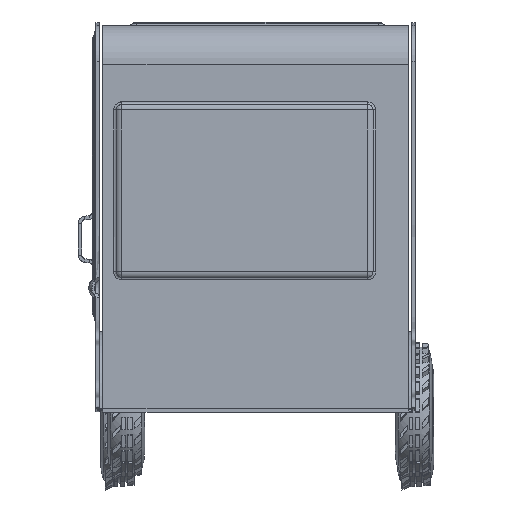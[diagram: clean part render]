
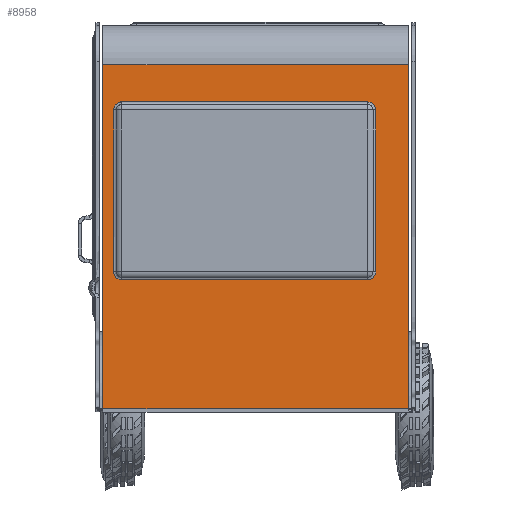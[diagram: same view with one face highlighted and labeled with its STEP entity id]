
A CAD part, left-side view. The second image highlights one B-rep face of the part: STEP entity #8958.
In plain terms, the highlighted free-form (B-spline) face has degree [1, 1] with [2, 2] control points.
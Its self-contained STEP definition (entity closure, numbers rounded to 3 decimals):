
#8644 = VERTEX_POINT('',#8645);
#8645 = CARTESIAN_POINT('',(-168.657,0.,60.084));
#8651 = EDGE_CURVE('',#8652,#8644,#8654,.T.);
#8652 = VERTEX_POINT('',#8653);
#8653 = CARTESIAN_POINT('',(-168.657,-91.226,
    60.084));
#8654 = B_SPLINE_CURVE_WITH_KNOTS('',1,(#8655,#8656),.UNSPECIFIED.,.F.,
  .F.,(2,2),(-43.,43.),.PIECEWISE_BEZIER_KNOTS.);
#8655 = CARTESIAN_POINT('',(-168.657,-91.226,
    60.084));
#8656 = CARTESIAN_POINT('',(-168.657,0.,60.084));
#8675 = VERTEX_POINT('',#8676);
#8676 = CARTESIAN_POINT('',(-168.657,-79.148,
    -4.266));
#8684 = VERTEX_POINT('',#8685);
#8685 = CARTESIAN_POINT('',(-168.657,-81.52,
    -1.894));
#8691 = EDGE_CURVE('',#8684,#8675,#8692,.T.);
#8692 = ( BOUNDED_CURVE() B_SPLINE_CURVE(2,(#8693,#8694,#8695),
.UNSPECIFIED.,.F.,.F.) B_SPLINE_CURVE_WITH_KNOTS((3,3),(1.571,
3.142),.PIECEWISE_BEZIER_KNOTS.) CURVE() 
GEOMETRIC_REPRESENTATION_ITEM() RATIONAL_B_SPLINE_CURVE((1.,
0.707,1.)) REPRESENTATION_ITEM('') );
#8693 = CARTESIAN_POINT('',(-168.657,-81.52,
    -1.894));
#8694 = CARTESIAN_POINT('',(-168.657,-81.52,
    -4.266));
#8695 = CARTESIAN_POINT('',(-168.657,-79.148,
    -4.266));
#8713 = VERTEX_POINT('',#8714);
#8714 = CARTESIAN_POINT('',(-168.657,-81.52,
    46.539));
#8720 = EDGE_CURVE('',#8684,#8713,#8721,.T.);
#8721 = B_SPLINE_CURVE_WITH_KNOTS('',1,(#8722,#8723),.UNSPECIFIED.,.F.,
  .F.,(2,2),(-22.829,22.829),.PIECEWISE_BEZIER_KNOTS.);
#8722 = CARTESIAN_POINT('',(-168.657,-81.52,
    -1.894));
#8723 = CARTESIAN_POINT('',(-168.657,-81.52,
    46.539));
#8736 = VERTEX_POINT('',#8737);
#8737 = CARTESIAN_POINT('',(-168.657,-79.148,
    48.911));
#8743 = EDGE_CURVE('',#8736,#8713,#8744,.T.);
#8744 = ( BOUNDED_CURVE() B_SPLINE_CURVE(2,(#8745,#8746,#8747),
.UNSPECIFIED.,.F.,.F.) B_SPLINE_CURVE_WITH_KNOTS((3,3),(0.,
1.571),.PIECEWISE_BEZIER_KNOTS.) CURVE() 
GEOMETRIC_REPRESENTATION_ITEM() RATIONAL_B_SPLINE_CURVE((1.,
0.707,1.)) REPRESENTATION_ITEM('') );
#8745 = CARTESIAN_POINT('',(-168.657,-79.148,
    48.911));
#8746 = CARTESIAN_POINT('',(-168.657,-81.52,
    48.911));
#8747 = CARTESIAN_POINT('',(-168.657,-81.52,
    46.539));
#8765 = VERTEX_POINT('',#8766);
#8766 = CARTESIAN_POINT('',(-168.657,-5.594,
    48.911));
#8772 = EDGE_CURVE('',#8765,#8736,#8773,.T.);
#8773 = B_SPLINE_CURVE_WITH_KNOTS('',1,(#8774,#8775),.UNSPECIFIED.,.F.,
  .F.,(2,2),(-34.67,34.67),.PIECEWISE_BEZIER_KNOTS.);
#8774 = CARTESIAN_POINT('',(-168.657,-5.594,
    48.911));
#8775 = CARTESIAN_POINT('',(-168.657,-79.148,
    48.911));
#8790 = VERTEX_POINT('',#8791);
#8791 = CARTESIAN_POINT('',(-168.657,-3.222,
    46.539));
#8797 = EDGE_CURVE('',#8790,#8765,#8798,.T.);
#8798 = ( BOUNDED_CURVE() B_SPLINE_CURVE(2,(#8799,#8800,#8801),
.UNSPECIFIED.,.F.,.F.) B_SPLINE_CURVE_WITH_KNOTS((3,3),(4.712,
6.283),.PIECEWISE_BEZIER_KNOTS.) CURVE() 
GEOMETRIC_REPRESENTATION_ITEM() RATIONAL_B_SPLINE_CURVE((1.,
0.707,1.)) REPRESENTATION_ITEM('') );
#8799 = CARTESIAN_POINT('',(-168.657,-3.222,
    46.539));
#8800 = CARTESIAN_POINT('',(-168.657,-3.222,
    48.911));
#8801 = CARTESIAN_POINT('',(-168.657,-5.594,
    48.911));
#8819 = VERTEX_POINT('',#8820);
#8820 = CARTESIAN_POINT('',(-168.657,-3.222,
    -1.894));
#8826 = EDGE_CURVE('',#8819,#8790,#8827,.T.);
#8827 = B_SPLINE_CURVE_WITH_KNOTS('',1,(#8828,#8829),.UNSPECIFIED.,.F.,
  .F.,(2,2),(-22.829,22.829),.PIECEWISE_BEZIER_KNOTS.);
#8828 = CARTESIAN_POINT('',(-168.657,-3.222,
    -1.894));
#8829 = CARTESIAN_POINT('',(-168.657,-3.222,
    46.539));
#8844 = VERTEX_POINT('',#8845);
#8845 = CARTESIAN_POINT('',(-168.657,-5.594,
    -4.266));
#8851 = EDGE_CURVE('',#8844,#8819,#8852,.T.);
#8852 = ( BOUNDED_CURVE() B_SPLINE_CURVE(2,(#8853,#8854,#8855),
.UNSPECIFIED.,.F.,.F.) B_SPLINE_CURVE_WITH_KNOTS((3,3),(3.142,
4.712),.PIECEWISE_BEZIER_KNOTS.) CURVE() 
GEOMETRIC_REPRESENTATION_ITEM() RATIONAL_B_SPLINE_CURVE((1.,
0.707,1.)) REPRESENTATION_ITEM('') );
#8853 = CARTESIAN_POINT('',(-168.657,-5.594,
    -4.266));
#8854 = CARTESIAN_POINT('',(-168.657,-3.222,
    -4.266));
#8855 = CARTESIAN_POINT('',(-168.657,-3.222,
    -1.894));
#8873 = EDGE_CURVE('',#8675,#8844,#8874,.T.);
#8874 = B_SPLINE_CURVE_WITH_KNOTS('',1,(#8875,#8876),.UNSPECIFIED.,.F.,
  .F.,(2,2),(-34.67,34.67),.PIECEWISE_BEZIER_KNOTS.);
#8875 = CARTESIAN_POINT('',(-168.657,-79.148,
    -4.266));
#8876 = CARTESIAN_POINT('',(-168.657,-5.594,
    -4.266));
#8958 = ADVANCED_FACE('',(#8959,#8981),#8991,.F.);
#8959 = FACE_BOUND('',#8960,.T.);
#8960 = EDGE_LOOP('',(#8961,#8968,#8975,#8980));
#8961 = ORIENTED_EDGE('',*,*,#8962,.T.);
#8962 = EDGE_CURVE('',#8644,#8963,#8965,.T.);
#8963 = VERTEX_POINT('',#8964);
#8964 = CARTESIAN_POINT('',(-168.657,0.,-42.748));
#8965 = B_SPLINE_CURVE_WITH_KNOTS('',1,(#8966,#8967),.UNSPECIFIED.,.F.,
  .F.,(2,2),(-48.471,48.471),.PIECEWISE_BEZIER_KNOTS.);
#8966 = CARTESIAN_POINT('',(-168.657,0.,60.084));
#8967 = CARTESIAN_POINT('',(-168.657,0.,-42.748));
#8968 = ORIENTED_EDGE('',*,*,#8969,.F.);
#8969 = EDGE_CURVE('',#8970,#8963,#8972,.T.);
#8970 = VERTEX_POINT('',#8971);
#8971 = CARTESIAN_POINT('',(-168.657,-91.226,
    -42.748));
#8972 = B_SPLINE_CURVE_WITH_KNOTS('',1,(#8973,#8974),.UNSPECIFIED.,.F.,
  .F.,(2,2),(-43.,43.),.PIECEWISE_BEZIER_KNOTS.);
#8973 = CARTESIAN_POINT('',(-168.657,-91.226,
    -42.748));
#8974 = CARTESIAN_POINT('',(-168.657,0.,-42.748));
#8975 = ORIENTED_EDGE('',*,*,#8976,.F.);
#8976 = EDGE_CURVE('',#8652,#8970,#8977,.T.);
#8977 = B_SPLINE_CURVE_WITH_KNOTS('',1,(#8978,#8979),.UNSPECIFIED.,.F.,
  .F.,(2,2),(-48.471,48.471),.PIECEWISE_BEZIER_KNOTS.);
#8978 = CARTESIAN_POINT('',(-168.657,-91.226,
    60.084));
#8979 = CARTESIAN_POINT('',(-168.657,-91.226,
    -42.748));
#8980 = ORIENTED_EDGE('',*,*,#8651,.T.);
#8981 = FACE_BOUND('',#8982,.T.);
#8982 = EDGE_LOOP('',(#8983,#8984,#8985,#8986,#8987,#8988,#8989,#8990));
#8983 = ORIENTED_EDGE('',*,*,#8873,.T.);
#8984 = ORIENTED_EDGE('',*,*,#8851,.T.);
#8985 = ORIENTED_EDGE('',*,*,#8826,.T.);
#8986 = ORIENTED_EDGE('',*,*,#8797,.T.);
#8987 = ORIENTED_EDGE('',*,*,#8772,.T.);
#8988 = ORIENTED_EDGE('',*,*,#8743,.T.);
#8989 = ORIENTED_EDGE('',*,*,#8720,.F.);
#8990 = ORIENTED_EDGE('',*,*,#8691,.T.);
#8991 = B_SPLINE_SURFACE_WITH_KNOTS('',1,1,(
    (#8992,#8993)
    ,(#8994,#8995
    )),.UNSPECIFIED.,.F.,.F.,.F.,(2,2),(2,2),(10.,106.941),(-86.,
    0.),.PIECEWISE_BEZIER_KNOTS.);
#8992 = CARTESIAN_POINT('',(-168.657,-91.226,
    60.084));
#8993 = CARTESIAN_POINT('',(-168.657,0.,60.084));
#8994 = CARTESIAN_POINT('',(-168.657,-91.226,
    -42.748));
#8995 = CARTESIAN_POINT('',(-168.657,0.,-42.748));
